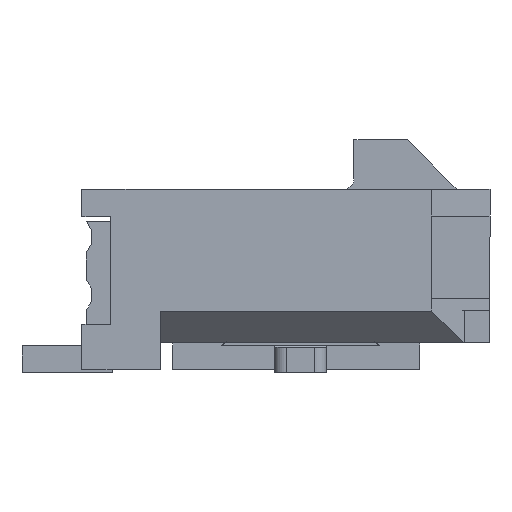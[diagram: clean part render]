
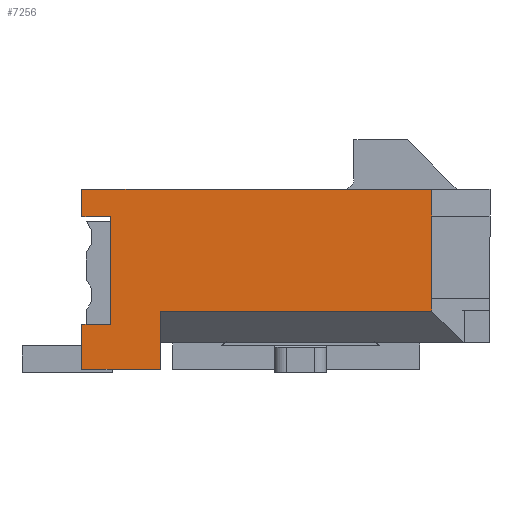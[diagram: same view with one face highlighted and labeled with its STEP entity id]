
A CAD part, front view. The second image highlights one B-rep face of the part: STEP entity #7256.
In plain terms, the highlighted face is planar.
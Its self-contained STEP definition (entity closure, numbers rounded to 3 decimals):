
#897=ORIENTED_EDGE('',*,*,#2070,.T.);
#898=ORIENTED_EDGE('',*,*,#2071,.T.);
#899=ORIENTED_EDGE('',*,*,#2072,.T.);
#900=ORIENTED_EDGE('',*,*,#2073,.T.);
#901=ORIENTED_EDGE('',*,*,#1978,.F.);
#902=ORIENTED_EDGE('',*,*,#1976,.T.);
#903=ORIENTED_EDGE('',*,*,#1974,.F.);
#904=ORIENTED_EDGE('',*,*,#1964,.F.);
#905=ORIENTED_EDGE('',*,*,#1960,.F.);
#906=ORIENTED_EDGE('',*,*,#2029,.T.);
#907=ORIENTED_EDGE('',*,*,#2035,.T.);
#908=ORIENTED_EDGE('',*,*,#2067,.T.);
#1960=EDGE_CURVE('',#2623,#2453,#3202,.T.);
#1964=EDGE_CURVE('',#2453,#2625,#3206,.T.);
#1974=EDGE_CURVE('',#2625,#2629,#3216,.T.);
#1976=EDGE_CURVE('',#2630,#2629,#3218,.T.);
#1978=EDGE_CURVE('',#2630,#2631,#3220,.T.);
#2029=EDGE_CURVE('',#2623,#2658,#3271,.T.);
#2035=EDGE_CURVE('',#2658,#2662,#3277,.T.);
#2067=EDGE_CURVE('',#2662,#2676,#3309,.T.);
#2070=EDGE_CURVE('',#2676,#2678,#3312,.T.);
#2071=EDGE_CURVE('',#2678,#2679,#3313,.T.);
#2072=EDGE_CURVE('',#2679,#2680,#3314,.T.);
#2073=EDGE_CURVE('',#2680,#2631,#3315,.T.);
#2453=VERTEX_POINT('',#9316);
#2623=VERTEX_POINT('',#9818);
#2625=VERTEX_POINT('',#9825);
#2629=VERTEX_POINT('',#9843);
#2630=VERTEX_POINT('',#9847);
#2631=VERTEX_POINT('',#9851);
#2658=VERTEX_POINT('',#9947);
#2662=VERTEX_POINT('',#9958);
#2676=VERTEX_POINT('',#10013);
#2678=VERTEX_POINT('',#10019);
#2679=VERTEX_POINT('',#10023);
#2680=VERTEX_POINT('',#10025);
#3202=LINE('',#9817,#3932);
#3206=LINE('',#9824,#3936);
#3216=LINE('',#9842,#3946);
#3218=LINE('',#9846,#3948);
#3220=LINE('',#9850,#3950);
#3271=LINE('',#9948,#4001);
#3277=LINE('',#9959,#4007);
#3309=LINE('',#10014,#4039);
#3312=LINE('',#10020,#4042);
#3313=LINE('',#10022,#4043);
#3314=LINE('',#10024,#4044);
#3315=LINE('',#10026,#4045);
#3932=VECTOR('',#8303,1000.);
#3936=VECTOR('',#8309,1000.);
#3946=VECTOR('',#8327,1000.);
#3948=VECTOR('',#8331,1000.);
#3950=VECTOR('',#8335,1000.);
#4001=VECTOR('',#8424,1000.);
#4007=VECTOR('',#8432,1000.);
#4039=VECTOR('',#8482,1000.);
#4042=VECTOR('',#8487,1000.);
#4043=VECTOR('',#8490,1000.);
#4044=VECTOR('',#8491,1000.);
#4045=VECTOR('',#8492,1000.);
#4451=EDGE_LOOP('',(#897,#898,#899,#900,#901,#902,#903,#904,#905,#906,#907,
#908));
#4745=FACE_BOUND('',#4451,.T.);
#5028=PLANE('',#7547);
#7256=ADVANCED_FACE('',(#4745),#5028,.T.);
#7547=AXIS2_PLACEMENT_3D('',#10021,#8488,#8489);
#8303=DIRECTION('',(0.,0.,-1.));
#8309=DIRECTION('',(0.,0.,-1.));
#8327=DIRECTION('',(0.,0.,-1.));
#8331=DIRECTION('',(0.,-1.,0.));
#8335=DIRECTION('',(0.,0.,-1.));
#8424=DIRECTION('',(0.,1.,0.));
#8432=DIRECTION('',(0.,0.,-1.));
#8482=DIRECTION('',(0.,-1.,0.));
#8487=DIRECTION('',(0.,0.,-1.));
#8488=DIRECTION('',(-1.,0.,0.));
#8489=DIRECTION('',(0.,0.,1.));
#8490=DIRECTION('',(0.,1.,0.));
#8491=DIRECTION('',(0.,0.,-1.));
#8492=DIRECTION('',(0.,-1.,0.));
#9316=CARTESIAN_POINT('',(-6.325,-3.536,1.535));
#9817=CARTESIAN_POINT('',(-6.325,-3.536,0.));
#9818=CARTESIAN_POINT('',(-6.325,-3.536,2.185));
#9824=CARTESIAN_POINT('',(-6.325,-3.536,1.535));
#9825=CARTESIAN_POINT('',(-6.325,-3.536,-0.465));
#9842=CARTESIAN_POINT('',(-6.325,-3.536,0.));
#9843=CARTESIAN_POINT('',(-6.325,-3.536,-0.771));
#9846=CARTESIAN_POINT('',(-6.325,3.05,-0.771));
#9847=CARTESIAN_POINT('',(-6.325,3.05,-0.771));
#9850=CARTESIAN_POINT('',(-6.325,3.05,-2.185));
#9851=CARTESIAN_POINT('',(-6.325,3.05,-2.185));
#9947=CARTESIAN_POINT('',(-6.325,4.95,2.185));
#9948=CARTESIAN_POINT('',(-6.325,-4.95,2.185));
#9958=CARTESIAN_POINT('',(-6.325,4.95,1.515));
#9959=CARTESIAN_POINT('',(-6.325,4.95,2.185));
#10013=CARTESIAN_POINT('',(-6.325,4.25,1.515));
#10014=CARTESIAN_POINT('',(-6.325,0.,1.515));
#10019=CARTESIAN_POINT('',(-6.325,4.25,-1.085));
#10020=CARTESIAN_POINT('',(-6.325,4.25,0.));
#10021=CARTESIAN_POINT('',(-6.325,0.,0.));
#10022=CARTESIAN_POINT('',(-6.325,0.,-1.085));
#10023=CARTESIAN_POINT('',(-6.325,4.95,-1.085));
#10024=CARTESIAN_POINT('',(-6.325,4.95,2.185));
#10025=CARTESIAN_POINT('',(-6.325,4.95,-2.185));
#10026=CARTESIAN_POINT('',(-6.325,4.95,-2.185));
